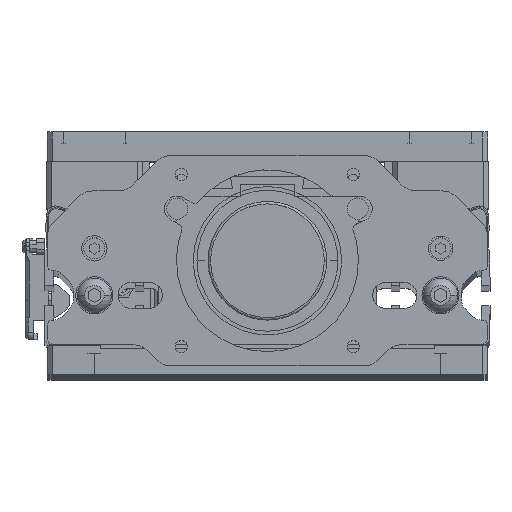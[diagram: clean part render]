
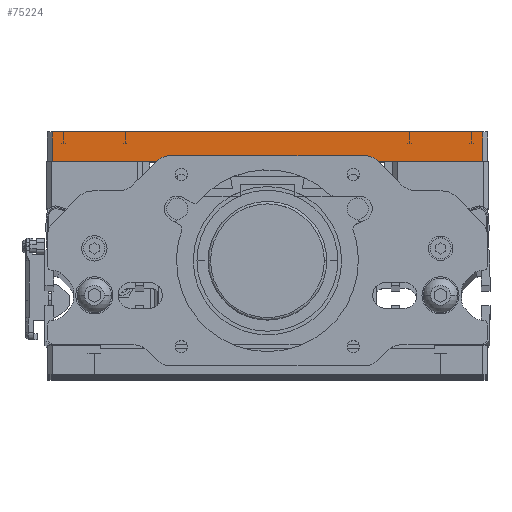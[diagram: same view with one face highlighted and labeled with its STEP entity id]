
A CAD part, top view. The second image highlights one B-rep face of the part: STEP entity #75224.
In plain terms, the highlighted planar face has unit normal (0, 0, 1).
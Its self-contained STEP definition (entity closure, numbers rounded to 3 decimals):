
#1188 = DIRECTION ( 'NONE',  ( 1., 0., 0. ) ) ;
#4394 = LINE ( 'NONE', #46794, #50941 ) ;
#6198 = CARTESIAN_POINT ( 'NONE',  ( -87., 88., 270. ) ) ;
#10158 = EDGE_CURVE ( 'NONE', #11244, #26590, #13402, .T. ) ;
#11244 = VERTEX_POINT ( 'NONE', #6198 ) ;
#13378 = EDGE_CURVE ( 'NONE', #11244, #17297, #71005, .T. ) ;
#13382 = EDGE_LOOP ( 'NONE', ( #70087, #86151, #41266, #18518 ) ) ;
#13402 = LINE ( 'NONE', #26799, #31200 ) ;
#17297 = VERTEX_POINT ( 'NONE', #66020 ) ;
#18518 = ORIENTED_EDGE ( 'NONE', *, *, #83635, .T. ) ;
#19820 = CARTESIAN_POINT ( 'NONE',  ( 87., 100., 270. ) ) ;
#22323 = CARTESIAN_POINT ( 'NONE',  ( -87., 88., 270. ) ) ;
#22503 = CARTESIAN_POINT ( 'NONE',  ( -87., 88., 270. ) ) ;
#23319 = VECTOR ( 'NONE', #87197, 1000. ) ;
#24464 = CARTESIAN_POINT ( 'NONE',  ( 87., 88., 270. ) ) ;
#26590 = VERTEX_POINT ( 'NONE', #65984 ) ;
#26799 = CARTESIAN_POINT ( 'NONE',  ( -87., 88., 270. ) ) ;
#31200 = VECTOR ( 'NONE', #54964, 1000. ) ;
#38328 = DIRECTION ( 'NONE',  ( 0., 1., 0. ) ) ;
#41266 = ORIENTED_EDGE ( 'NONE', *, *, #13378, .T. ) ;
#46794 = CARTESIAN_POINT ( 'NONE',  ( -87., 100., 270. ) ) ;
#47147 = VERTEX_POINT ( 'NONE', #19820 ) ;
#47251 = DIRECTION ( 'NONE',  ( 1., 0., 0. ) ) ;
#50941 = VECTOR ( 'NONE', #47251, 1000. ) ;
#52191 = VECTOR ( 'NONE', #38328, 1000. ) ;
#54964 = DIRECTION ( 'NONE',  ( 0., 1., 0. ) ) ;
#60007 = LINE ( 'NONE', #24464, #52191 ) ;
#63462 = PLANE ( 'NONE',  #67153 ) ;
#65984 = CARTESIAN_POINT ( 'NONE',  ( -87., 100., 270. ) ) ;
#66020 = CARTESIAN_POINT ( 'NONE',  ( 87., 88., 270. ) ) ;
#67153 = AXIS2_PLACEMENT_3D ( 'NONE', #22323, #91246, #1188 ) ;
#70087 = ORIENTED_EDGE ( 'NONE', *, *, #85589, .F. ) ;
#71005 = LINE ( 'NONE', #22503, #23319 ) ;
#75224 = ADVANCED_FACE ( 'NONE', ( #77770 ), #63462, .T. ) ;
#77770 = FACE_OUTER_BOUND ( 'NONE', #13382, .T. ) ;
#83635 = EDGE_CURVE ( 'NONE', #17297, #47147, #60007, .T. ) ;
#85589 = EDGE_CURVE ( 'NONE', #26590, #47147, #4394, .T. ) ;
#86151 = ORIENTED_EDGE ( 'NONE', *, *, #10158, .F. ) ;
#87197 = DIRECTION ( 'NONE',  ( 1., 0., 0. ) ) ;
#91246 = DIRECTION ( 'NONE',  ( 0., 0., 1. ) ) ;
